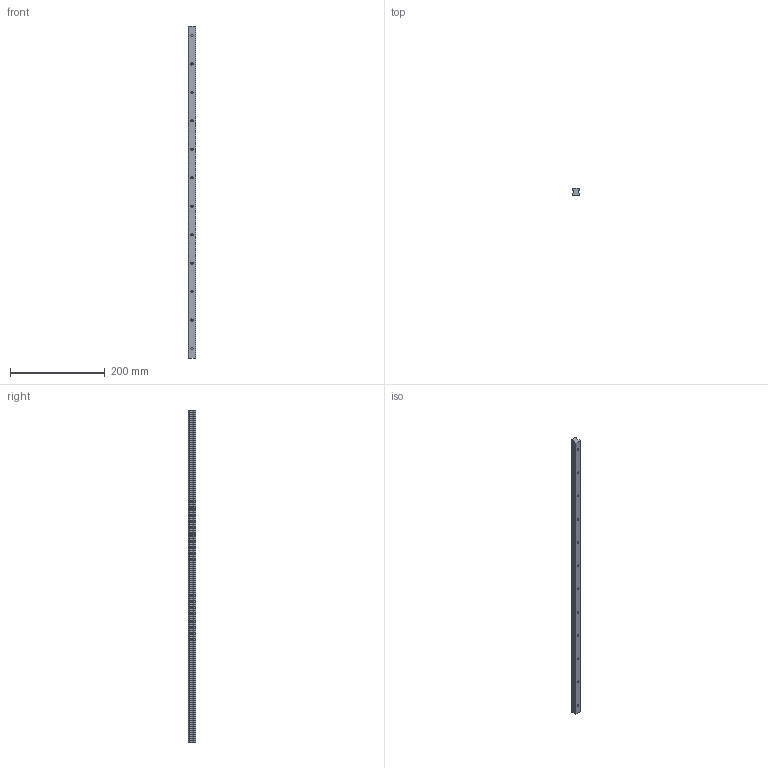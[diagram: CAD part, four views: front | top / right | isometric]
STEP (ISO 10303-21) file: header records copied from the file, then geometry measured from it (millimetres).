
FILE_DESCRIPTION (( 'STEP AP203' ), '1' );
FILE_NAME ('HGR15-R.STEP', '2024-01-04T17:45:24', ( '' ), ( '' ), 'SwSTEP 2.0', 'SolidWorks 2022', '' );
FILE_SCHEMA (( 'CONFIG_CONTROL_DESIGN' ));
Length unit declared in the file: millimetre
Products named in the file (3): HGR15-R; Cap^HGR15-R; R^HGR15-R_0700mm
Assembly tree (13 placements, depth 2):
  HGR15-R
    R^HGR15-R_0700mm
    Cap^HGR15-R  x12
Bounding box: 15 x 15 x 700 mm (x, y, z)
Volume: 128490.5 mm3; surface area: 47276.5 mm2
Topology: 13 solids, 13 shells, 161 faces, 369 edges, 246 vertices
Faces by surface type: cylinder 99, plane 62
Entity records: 4356 total; most frequent: DIRECTION 723, CARTESIAN_POINT 638, ORIENTED_EDGE 606, EDGE_CURVE 303, AXIS2_PLACEMENT_3D 287, VERTEX_POINT 202, CIRCLE 154, EDGE_LOOP 153
